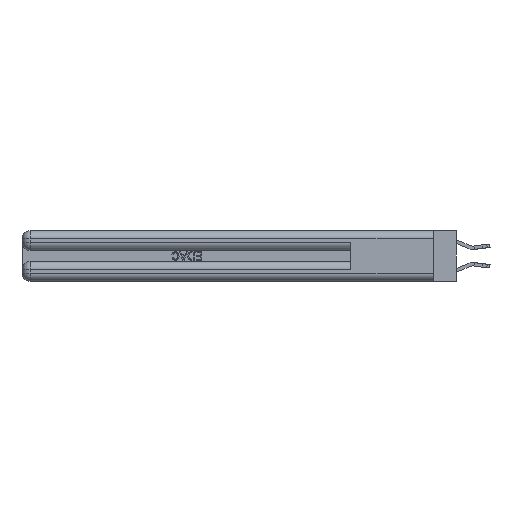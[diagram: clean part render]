
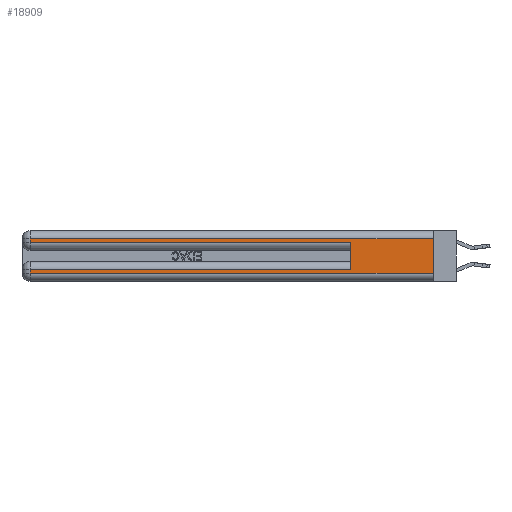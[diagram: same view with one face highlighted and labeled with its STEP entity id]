
A CAD part, left-side view. The second image highlights one B-rep face of the part: STEP entity #18909.
In plain terms, the highlighted planar face has unit normal (-1, 0, 0).
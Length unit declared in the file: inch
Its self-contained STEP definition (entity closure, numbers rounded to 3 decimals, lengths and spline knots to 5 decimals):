
#492 = CARTESIAN_POINT ( 'NONE',  ( 0., 0., 0.31 ) ) ;
#918 = CARTESIAN_POINT ( 'NONE',  ( 0., 0.6, 0.145 ) ) ;
#1686 = VECTOR ( 'NONE', #12844, 39.37008 ) ;
#1789 = CARTESIAN_POINT ( 'NONE',  ( 0., 0.6, 0.285 ) ) ;
#1918 = VECTOR ( 'NONE', #23586, 39.37008 ) ;
#2124 = FACE_OUTER_BOUND ( 'NONE', #27341, .T. ) ;
#2605 = CARTESIAN_POINT ( 'NONE',  ( 0., 2.94, 0.285 ) ) ;
#2941 = DIRECTION ( 'NONE',  ( 0., -1., 0. ) ) ;
#2970 = CARTESIAN_POINT ( 'NONE',  ( 0., 0.6, 0.085 ) ) ;
#2989 = CARTESIAN_POINT ( 'NONE',  ( 0., 0., 0.085 ) ) ;
#4024 = LINE ( 'NONE', #4334, #14780 ) ;
#4175 = DIRECTION ( 'NONE',  ( 0., -1., 0. ) ) ;
#4334 = CARTESIAN_POINT ( 'NONE',  ( 0., 0., 0.285 ) ) ;
#5168 = VECTOR ( 'NONE', #12919, 39.37008 ) ;
#5299 = EDGE_CURVE ( 'NONE', #6530, #11627, #15166, .T. ) ;
#5431 = AXIS2_PLACEMENT_3D ( 'NONE', #25076, #6604, #22761 ) ;
#6461 = EDGE_CURVE ( 'NONE', #28115, #11627, #24023, .T. ) ;
#6530 = VERTEX_POINT ( 'NONE', #492 ) ;
#6604 = DIRECTION ( 'NONE',  ( 1., 0., 0. ) ) ;
#8068 = DIRECTION ( 'NONE',  ( 0., 0., -1. ) ) ;
#8844 = VECTOR ( 'NONE', #25456, 39.37008 ) ;
#9547 = ORIENTED_EDGE ( 'NONE', *, *, #5299, .F. ) ;
#10801 = EDGE_CURVE ( 'NONE', #25567, #28602, #26766, .T. ) ;
#11627 = VERTEX_POINT ( 'NONE', #26651 ) ;
#12677 = ORIENTED_EDGE ( 'NONE', *, *, #6461, .T. ) ;
#12844 = DIRECTION ( 'NONE',  ( 0., 0., -1. ) ) ;
#12919 = DIRECTION ( 'NONE',  ( 0., 0., 1. ) ) ;
#13442 = VERTEX_POINT ( 'NONE', #2605 ) ;
#14294 = EDGE_CURVE ( 'NONE', #25567, #26639, #14558, .T. ) ;
#14558 = LINE ( 'NONE', #2989, #26980 ) ;
#14780 = VECTOR ( 'NONE', #4175, 39.37008 ) ;
#14929 = ORIENTED_EDGE ( 'NONE', *, *, #16759, .T. ) ;
#15166 = LINE ( 'NONE', #24543, #1686 ) ;
#15697 = PLANE ( 'NONE',  #5431 ) ;
#16058 = LINE ( 'NONE', #18069, #8844 ) ;
#16510 = LINE ( 'NONE', #21575, #1918 ) ;
#16759 = EDGE_CURVE ( 'NONE', #26639, #28115, #22216, .T. ) ;
#16793 = CARTESIAN_POINT ( 'NONE',  ( 0., 0., 0.06 ) ) ;
#16992 = EDGE_CURVE ( 'NONE', #6530, #25927, #16510, .T. ) ;
#17083 = ORIENTED_EDGE ( 'NONE', *, *, #10801, .F. ) ;
#17457 = CARTESIAN_POINT ( 'NONE',  ( 0., 2.94, 0.37 ) ) ;
#18023 = ORIENTED_EDGE ( 'NONE', *, *, #16992, .T. ) ;
#18040 = EDGE_CURVE ( 'NONE', #25927, #13442, #16058, .T. ) ;
#18069 = CARTESIAN_POINT ( 'NONE',  ( 0., 2.94, 0.37 ) ) ;
#18316 = ORIENTED_EDGE ( 'NONE', *, *, #18040, .T. ) ;
#18503 = EDGE_CURVE ( 'NONE', #13442, #28602, #4024, .T. ) ;
#18909 = ADVANCED_FACE ( 'NONE', ( #2124 ), #15697, .F. ) ;
#19985 = CARTESIAN_POINT ( 'NONE',  ( 0., 2.94, 0.085 ) ) ;
#20900 = ORIENTED_EDGE ( 'NONE', *, *, #14294, .T. ) ;
#21554 = VECTOR ( 'NONE', #8068, 39.37008 ) ;
#21575 = CARTESIAN_POINT ( 'NONE',  ( 0., 0., 0.31 ) ) ;
#22216 = LINE ( 'NONE', #17457, #21554 ) ;
#22761 = DIRECTION ( 'NONE',  ( 0., 0., -1. ) ) ;
#23046 = ORIENTED_EDGE ( 'NONE', *, *, #18503, .T. ) ;
#23586 = DIRECTION ( 'NONE',  ( 0., 1., 0. ) ) ;
#24023 = LINE ( 'NONE', #16793, #30009 ) ;
#24178 = CARTESIAN_POINT ( 'NONE',  ( 0., 2.94, 0.06 ) ) ;
#24543 = CARTESIAN_POINT ( 'NONE',  ( 0., 0., 0.37 ) ) ;
#25076 = CARTESIAN_POINT ( 'NONE',  ( 0., 0., 0.37 ) ) ;
#25456 = DIRECTION ( 'NONE',  ( 0., 0., -1. ) ) ;
#25567 = VERTEX_POINT ( 'NONE', #2970 ) ;
#25927 = VERTEX_POINT ( 'NONE', #26040 ) ;
#25947 = DIRECTION ( 'NONE',  ( 0., 1., 0. ) ) ;
#26040 = CARTESIAN_POINT ( 'NONE',  ( 0., 2.94, 0.31 ) ) ;
#26639 = VERTEX_POINT ( 'NONE', #19985 ) ;
#26651 = CARTESIAN_POINT ( 'NONE',  ( 0., 0., 0.06 ) ) ;
#26766 = LINE ( 'NONE', #918, #5168 ) ;
#26980 = VECTOR ( 'NONE', #25947, 39.37008 ) ;
#27341 = EDGE_LOOP ( 'NONE', ( #9547, #18023, #18316, #23046, #17083, #20900, #14929, #12677 ) ) ;
#28115 = VERTEX_POINT ( 'NONE', #24178 ) ;
#28602 = VERTEX_POINT ( 'NONE', #1789 ) ;
#30009 = VECTOR ( 'NONE', #2941, 39.37008 ) ;
